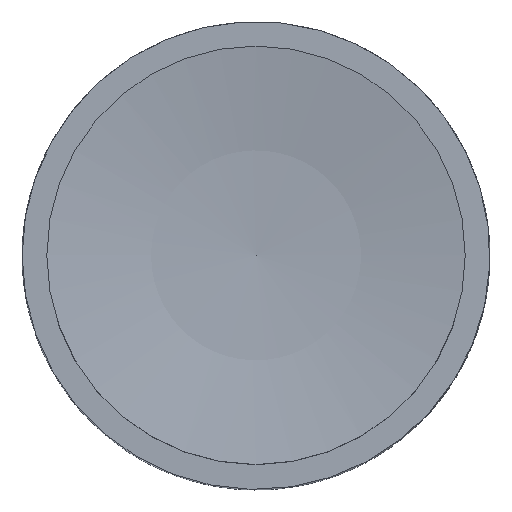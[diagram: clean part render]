
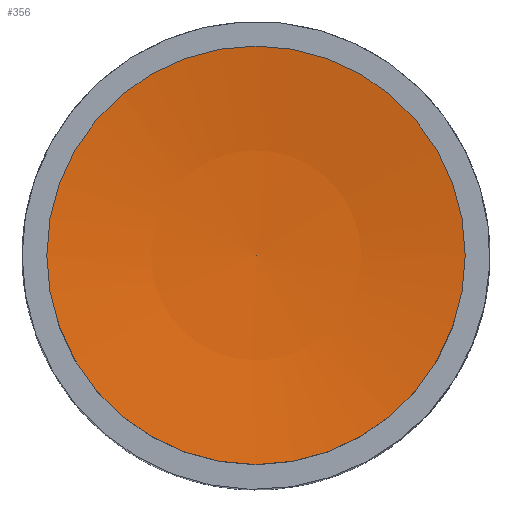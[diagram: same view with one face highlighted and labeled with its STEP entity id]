
A CAD part, top view. The second image highlights one B-rep face of the part: STEP entity #356.
In plain terms, the highlighted spherical face has radius 50 mm.
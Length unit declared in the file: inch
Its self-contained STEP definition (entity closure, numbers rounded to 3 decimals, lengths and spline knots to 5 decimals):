
#336=CARTESIAN_POINT('',(0.,-0.31693,1.03543));
#337=VERTEX_POINT('',#336);
#338=CARTESIAN_POINT('',(0.,0.,1.03543));
#339=DIRECTION('',(0.0,0.0,-1.0));
#340=DIRECTION('',(0.0,-1.0,0.0));
#341=AXIS2_PLACEMENT_3D('',#338,#339,#340);
#342=CIRCLE('',#341,0.31693);
#343=EDGE_CURVE('',#337,#337,#342,.T.);
#348=CARTESIAN_POINT('',(0.0,0.,2.97826));
#349=DIRECTION('',(0.0,0.0,1.0));
#350=DIRECTION('',(1.0,0.0,0.0));
#351=AXIS2_PLACEMENT_3D('',#348,#349,#350);
#352=SPHERICAL_SURFACE('',#351,1.9685);
#353=ORIENTED_EDGE('',*,*,#343,.F.);
#354=EDGE_LOOP('',(#353));
#355=FACE_OUTER_BOUND('',#354,.T.);
#356=ADVANCED_FACE('',(#355),#352,.F.);
